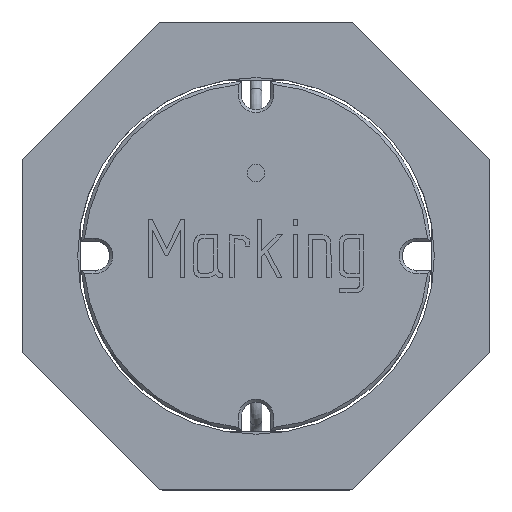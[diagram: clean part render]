
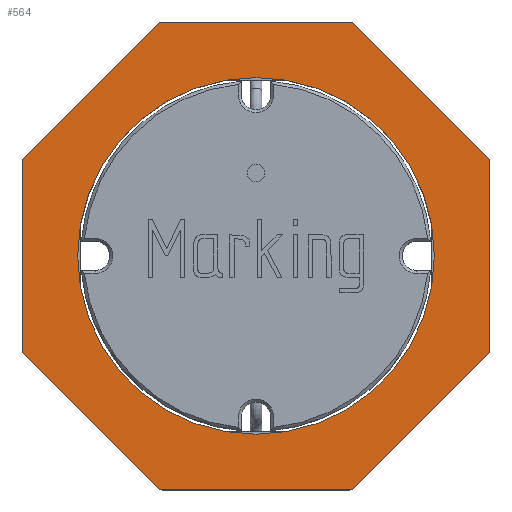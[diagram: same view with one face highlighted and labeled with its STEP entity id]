
A CAD part, top view. The second image highlights one B-rep face of the part: STEP entity #564.
In plain terms, the highlighted planar face has unit normal (0, 0, 1).
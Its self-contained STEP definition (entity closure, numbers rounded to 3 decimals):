
#564 = ADVANCED_FACE( '', ( #1177, #1178 ), #1179, .F. );
#1177 = FACE_BOUND( '', #2809, .T. );
#1178 = FACE_OUTER_BOUND( '', #2810, .T. );
#1179 = PLANE( '', #2811 );
#2809 = EDGE_LOOP( '', ( #4657 ) );
#2810 = EDGE_LOOP( '', ( #4658, #4659, #4660, #4661, #4662, #4663, #4664, #4665 ) );
#2811 = AXIS2_PLACEMENT_3D( '', #4666, #4667, #4668 );
#4657 = ORIENTED_EDGE( '', *, *, #5589, .T. );
#4658 = ORIENTED_EDGE( '', *, *, #5737, .F. );
#4659 = ORIENTED_EDGE( '', *, *, #5727, .F. );
#4660 = ORIENTED_EDGE( '', *, *, #5433, .F. );
#4661 = ORIENTED_EDGE( '', *, *, #5738, .F. );
#4662 = ORIENTED_EDGE( '', *, *, #5546, .F. );
#4663 = ORIENTED_EDGE( '', *, *, #5500, .F. );
#4664 = ORIENTED_EDGE( '', *, *, #5539, .F. );
#4665 = ORIENTED_EDGE( '', *, *, #5739, .F. );
#4666 = CARTESIAN_POINT( '', ( -5.657, 0., 1.2 ) );
#4667 = DIRECTION( '', ( 0., 0., -1. ) );
#4668 = DIRECTION( '', ( -1., 0., 0. ) );
#5433 = EDGE_CURVE( '', #6293, #6295, #6296, .T. );
#5500 = EDGE_CURVE( '', #6388, #6390, #6391, .T. );
#5539 = EDGE_CURVE( '', #6446, #6388, #6448, .T. );
#5546 = EDGE_CURVE( '', #6390, #6455, #6456, .T. );
#5589 = EDGE_CURVE( '', #6514, #6514, #6515, .T. );
#5727 = EDGE_CURVE( '', #6295, #6688, #6689, .T. );
#5737 = EDGE_CURVE( '', #6688, #6700, #6701, .T. );
#5738 = EDGE_CURVE( '', #6455, #6293, #6702, .T. );
#5739 = EDGE_CURVE( '', #6700, #6446, #6703, .T. );
#6293 = VERTEX_POINT( '', #7725 );
#6295 = VERTEX_POINT( '', #7728 );
#6296 = LINE( '', #7729, #7730 );
#6388 = VERTEX_POINT( '', #7891 );
#6390 = VERTEX_POINT( '', #7894 );
#6391 = LINE( '', #7895, #7896 );
#6446 = VERTEX_POINT( '', #8007 );
#6448 = LINE( '', #8010, #8011 );
#6455 = VERTEX_POINT( '', #8018 );
#6456 = LINE( '', #8019, #8020 );
#6514 = VERTEX_POINT( '', #8127 );
#6515 = CIRCLE( '', #8128, 3.05 );
#6688 = VERTEX_POINT( '', #8473 );
#6689 = LINE( '', #8474, #8475 );
#6700 = VERTEX_POINT( '', #8490 );
#6701 = LINE( '', #8491, #8492 );
#6702 = LINE( '', #8493, #8494 );
#6703 = LINE( '', #8495, #8496 );
#7725 = CARTESIAN_POINT( '', ( 4., -1.657, 1.2 ) );
#7728 = CARTESIAN_POINT( '', ( 1.657, -4., 1.2 ) );
#7729 = CARTESIAN_POINT( '', ( 4., -1.657, 1.2 ) );
#7730 = VECTOR( '', #8880, 1000. );
#7891 = CARTESIAN_POINT( '', ( -1.657, 4., 1.2 ) );
#7894 = CARTESIAN_POINT( '', ( 1.657, 4., 1.2 ) );
#7895 = CARTESIAN_POINT( '', ( -1.657, 4., 1.2 ) );
#7896 = VECTOR( '', #8926, 1000. );
#8007 = CARTESIAN_POINT( '', ( -4., 1.657, 1.2 ) );
#8010 = CARTESIAN_POINT( '', ( -4., 1.657, 1.2 ) );
#8011 = VECTOR( '', #8944, 1000. );
#8018 = CARTESIAN_POINT( '', ( 4., 1.657, 1.2 ) );
#8019 = CARTESIAN_POINT( '', ( 1.657, 4., 1.2 ) );
#8020 = VECTOR( '', #8954, 1000. );
#8127 = CARTESIAN_POINT( '', ( 3.05, 0., 1.2 ) );
#8128 = AXIS2_PLACEMENT_3D( '', #8975, #8976, #8977 );
#8473 = CARTESIAN_POINT( '', ( -1.657, -4., 1.2 ) );
#8474 = CARTESIAN_POINT( '', ( 1.657, -4., 1.2 ) );
#8475 = VECTOR( '', #9051, 1000. );
#8490 = CARTESIAN_POINT( '', ( -4., -1.657, 1.2 ) );
#8491 = CARTESIAN_POINT( '', ( -1.657, -4., 1.2 ) );
#8492 = VECTOR( '', #9062, 1000. );
#8493 = CARTESIAN_POINT( '', ( 4., 1.657, 1.2 ) );
#8494 = VECTOR( '', #9063, 1000. );
#8495 = CARTESIAN_POINT( '', ( -4., -1.657, 1.2 ) );
#8496 = VECTOR( '', #9064, 1000. );
#8880 = DIRECTION( '', ( -0.707, -0.707, 0. ) );
#8926 = DIRECTION( '', ( 1., 0., 0. ) );
#8944 = DIRECTION( '', ( 0.707, 0.707, 0. ) );
#8954 = DIRECTION( '', ( 0.707, -0.707, 0. ) );
#8975 = CARTESIAN_POINT( '', ( 0., 0., 1.2 ) );
#8976 = DIRECTION( '', ( 0., 0., -1. ) );
#8977 = DIRECTION( '', ( 1., 0., 0. ) );
#9051 = DIRECTION( '', ( -1., 0., 0. ) );
#9062 = DIRECTION( '', ( -0.707, 0.707, 0. ) );
#9063 = DIRECTION( '', ( 0., -1., 0. ) );
#9064 = DIRECTION( '', ( 0., 1., 0. ) );
